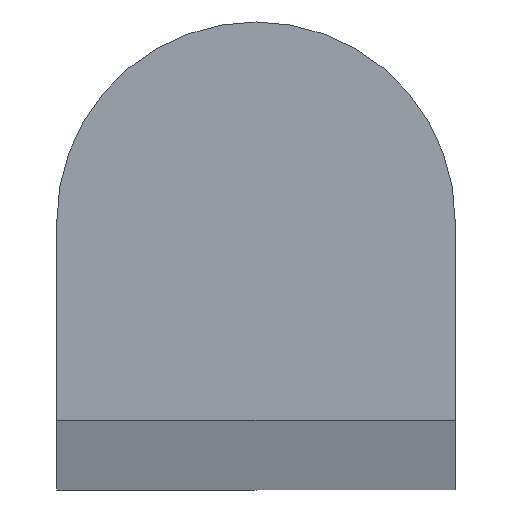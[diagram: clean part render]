
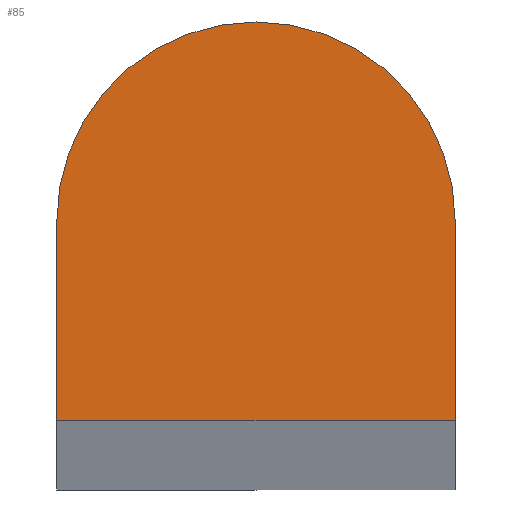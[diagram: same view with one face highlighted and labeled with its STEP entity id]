
A CAD part, top view. The second image highlights one B-rep face of the part: STEP entity #85.
In plain terms, the highlighted planar face has unit normal (0, 0, 1).
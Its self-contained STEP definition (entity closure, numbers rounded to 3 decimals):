
#14 = VECTOR ( 'NONE', #212, 1000. ) ;
#16 = AXIS2_PLACEMENT_3D ( 'NONE', #230, #220, #209 ) ;
#17 = VECTOR ( 'NONE', #217, 1000. ) ;
#20 = VECTOR ( 'NONE', #176, 1000. ) ;
#39 = AXIS2_PLACEMENT_3D ( 'NONE', #168, #107, #109 ) ;
#47 = FACE_OUTER_BOUND ( 'NONE', #233, .T. ) ;
#62 = CIRCLE ( 'NONE', #16, 5. ) ;
#65 = EDGE_CURVE ( 'NONE', #181, #186, #223, .T. ) ;
#68 = EDGE_CURVE ( 'NONE', #186, #187, #215, .T. ) ;
#70 = EDGE_CURVE ( 'NONE', #187, #199, #62, .T. ) ;
#75 = EDGE_CURVE ( 'NONE', #199, #181, #208, .T. ) ;
#85 = ADVANCED_FACE ( 'NONE', ( #47 ), #167, .T. ) ;
#95 = CARTESIAN_POINT ( 'NONE',  ( -5., 0., 500. ) ) ;
#107 = DIRECTION ( 'NONE',  ( 0., 0., 1. ) ) ;
#109 = DIRECTION ( 'NONE',  ( 1., 0., 0. ) ) ;
#143 = CARTESIAN_POINT ( 'NONE',  ( 5., 5., 500. ) ) ;
#144 = CARTESIAN_POINT ( 'NONE',  ( 5., 0., 500. ) ) ;
#153 = CARTESIAN_POINT ( 'NONE',  ( -5., 5., 500. ) ) ;
#167 = PLANE ( 'NONE',  #39 ) ;
#168 = CARTESIAN_POINT ( 'NONE',  ( 0., 5., 500. ) ) ;
#174 = ORIENTED_EDGE ( 'NONE', *, *, #68, .T. ) ;
#176 = DIRECTION ( 'NONE',  ( 0., -1., 0. ) ) ;
#181 = VERTEX_POINT ( 'NONE', #95 ) ;
#184 = ORIENTED_EDGE ( 'NONE', *, *, #65, .T. ) ;
#186 = VERTEX_POINT ( 'NONE', #144 ) ;
#187 = VERTEX_POINT ( 'NONE', #143 ) ;
#195 = ORIENTED_EDGE ( 'NONE', *, *, #70, .T. ) ;
#199 = VERTEX_POINT ( 'NONE', #153 ) ;
#204 = CARTESIAN_POINT ( 'NONE',  ( -5., 0., 500. ) ) ;
#208 = LINE ( 'NONE', #204, #20 ) ;
#209 = DIRECTION ( 'NONE',  ( 1., 0., 0. ) ) ;
#212 = DIRECTION ( 'NONE',  ( 0., 1., 0. ) ) ;
#214 = CARTESIAN_POINT ( 'NONE',  ( 5., 0., 500. ) ) ;
#215 = LINE ( 'NONE', #214, #14 ) ;
#217 = DIRECTION ( 'NONE',  ( 1., 0., 0. ) ) ;
#218 = CARTESIAN_POINT ( 'NONE',  ( -5., 0., 500. ) ) ;
#220 = DIRECTION ( 'NONE',  ( 0., 0., 1. ) ) ;
#223 = LINE ( 'NONE', #218, #17 ) ;
#230 = CARTESIAN_POINT ( 'NONE',  ( 0., 5., 500. ) ) ;
#233 = EDGE_LOOP ( 'NONE', ( #235, #184, #174, #195 ) ) ;
#235 = ORIENTED_EDGE ( 'NONE', *, *, #75, .T. ) ;
